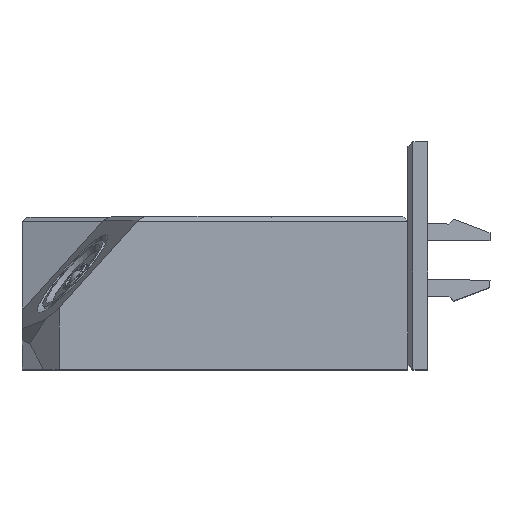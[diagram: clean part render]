
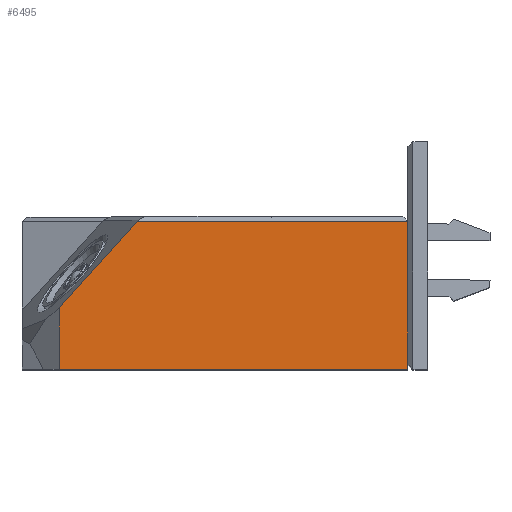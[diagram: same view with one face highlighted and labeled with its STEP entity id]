
A CAD part, top view. The second image highlights one B-rep face of the part: STEP entity #6495.
In plain terms, the highlighted planar face has unit normal (0, 0, 1).
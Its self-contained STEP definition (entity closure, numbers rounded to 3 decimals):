
#589=FACE_OUTER_BOUND('',#981,.T.);
#981=EDGE_LOOP('',(#5278,#5279,#5280,#5281,#5282));
#1467=LINE('',#10935,#2065);
#1478=LINE('',#10966,#2076);
#1484=LINE('',#10990,#2082);
#1485=LINE('',#10992,#2083);
#1486=LINE('',#10993,#2084);
#2065=VECTOR('',#8391,10.);
#2076=VECTOR('',#8420,10.);
#2082=VECTOR('',#8440,10.);
#2083=VECTOR('',#8441,10.);
#2084=VECTOR('',#8442,10.);
#2948=VERTEX_POINT('',#10910);
#2956=VERTEX_POINT('',#10933);
#2963=VERTEX_POINT('',#10965);
#2974=VERTEX_POINT('',#10989);
#2975=VERTEX_POINT('',#10991);
#3757=EDGE_CURVE('',#2956,#2948,#1467,.T.);
#3772=EDGE_CURVE('',#2963,#2948,#1478,.T.);
#3784=EDGE_CURVE('',#2974,#2956,#1484,.T.);
#3785=EDGE_CURVE('',#2975,#2974,#1485,.T.);
#3786=EDGE_CURVE('',#2963,#2975,#1486,.T.);
#5278=ORIENTED_EDGE('',*,*,#3757,.F.);
#5279=ORIENTED_EDGE('',*,*,#3784,.F.);
#5280=ORIENTED_EDGE('',*,*,#3785,.F.);
#5281=ORIENTED_EDGE('',*,*,#3786,.F.);
#5282=ORIENTED_EDGE('',*,*,#3772,.T.);
#6178=PLANE('',#7084);
#6495=ADVANCED_FACE('',(#589),#6178,.T.);
#7084=AXIS2_PLACEMENT_3D('',#10988,#8438,#8439);
#8391=DIRECTION('',(1.,0.,0.));
#8420=DIRECTION('',(0.,1.,0.));
#8438=DIRECTION('center_axis',(0.,0.,1.));
#8439=DIRECTION('ref_axis',(1.,0.,0.));
#8440=DIRECTION('',(0.669,0.743,0.));
#8441=DIRECTION('',(0.,1.,0.));
#8442=DIRECTION('',(-1.,0.,0.));
#10910=CARTESIAN_POINT('',(34.45,4.58,64.884));
#10933=CARTESIAN_POINT('',(12.689,4.58,64.884));
#10935=CARTESIAN_POINT('',(18.694,4.58,64.884));
#10965=CARTESIAN_POINT('',(34.45,-7.32,64.884));
#10966=CARTESIAN_POINT('',(34.45,1.905,64.884));
#10988=CARTESIAN_POINT('Origin',(19.066,-1.17,64.884));
#10989=CARTESIAN_POINT('',(6.416,-2.387,64.884));
#10990=CARTESIAN_POINT('',(4.348,-4.684,64.884));
#10991=CARTESIAN_POINT('',(6.416,-7.32,64.884));
#10992=CARTESIAN_POINT('',(6.416,-2.507,64.884));
#10993=CARTESIAN_POINT('',(19.002,-7.32,64.884));
